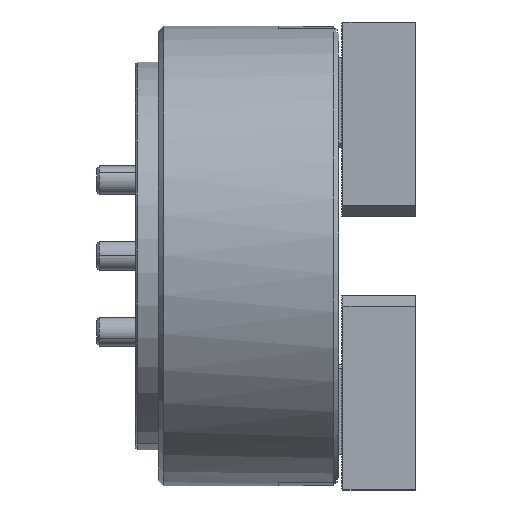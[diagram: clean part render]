
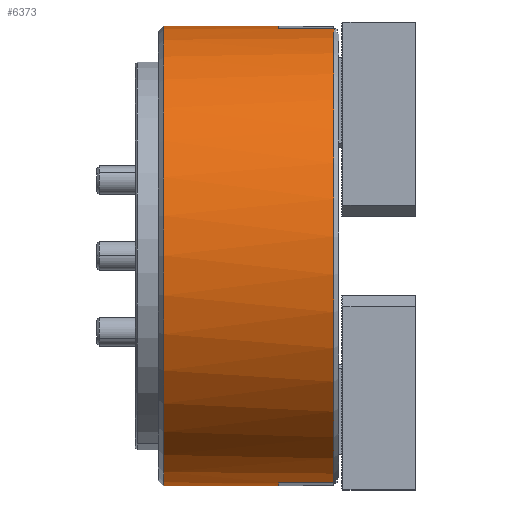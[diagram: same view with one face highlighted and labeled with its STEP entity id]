
A CAD part, top view. The second image highlights one B-rep face of the part: STEP entity #6373.
In plain terms, the highlighted cylindrical face has radius 130 mm (diameter 260 mm), a partial arc.
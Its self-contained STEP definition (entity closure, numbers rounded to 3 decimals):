
#385 = DIRECTION ( 'NONE',  ( 1., 0., 0. ) ) ;
#1068 = ORIENTED_EDGE ( 'NONE', *, *, #48646, .T. ) ;
#1911 = LINE ( 'NONE', #17180, #9335 ) ;
#2527 = CARTESIAN_POINT ( 'NONE',  ( 0., 128.293, 21. ) ) ;
#2888 = CARTESIAN_POINT ( 'NONE',  ( -3., -128.293, 21. ) ) ;
#3098 = DIRECTION ( 'NONE',  ( 1., 0., 0. ) ) ;
#3402 = VERTEX_POINT ( 'NONE', #45103 ) ;
#3732 = CARTESIAN_POINT ( 'NONE',  ( -3., 0., 0. ) ) ;
#3740 = EDGE_CURVE ( 'NONE', #37740, #7915, #19402, .T. ) ;
#4044 = DIRECTION ( 'NONE',  ( 1., 0., 0. ) ) ;
#5301 = CIRCLE ( 'NONE', #11670, 130. ) ;
#6142 = ORIENTED_EDGE ( 'NONE', *, *, #40755, .T. ) ;
#6373 = ADVANCED_FACE ( 'NONE', ( #6868 ), #22111, .T. ) ;
#6540 = DIRECTION ( 'NONE',  ( 1., 0., 0. ) ) ;
#6868 = FACE_OUTER_BOUND ( 'NONE', #16534, .T. ) ;
#7304 = DIRECTION ( 'NONE',  ( 0., 1., 0. ) ) ;
#7338 = CARTESIAN_POINT ( 'NONE',  ( -34., 130., 0. ) ) ;
#7496 = VECTOR ( 'NONE', #17795, 1000. ) ;
#7915 = VERTEX_POINT ( 'NONE', #7338 ) ;
#8133 = CARTESIAN_POINT ( 'NONE',  ( -34., 0., 0. ) ) ;
#9335 = VECTOR ( 'NONE', #32424, 1000. ) ;
#10498 = CARTESIAN_POINT ( 'NONE',  ( -34., -128.293, 21. ) ) ;
#10515 = CARTESIAN_POINT ( 'NONE',  ( -99., 130., 0. ) ) ;
#11353 = VERTEX_POINT ( 'NONE', #44056 ) ;
#11670 = AXIS2_PLACEMENT_3D ( 'NONE', #38320, #4044, #19311 ) ;
#11831 = VERTEX_POINT ( 'NONE', #2888 ) ;
#12138 = ORIENTED_EDGE ( 'NONE', *, *, #31261, .T. ) ;
#15142 = AXIS2_PLACEMENT_3D ( 'NONE', #37368, #3098, #18377 ) ;
#15578 = AXIS2_PLACEMENT_3D ( 'NONE', #3732, #19000, #34249 ) ;
#15853 = ORIENTED_EDGE ( 'NONE', *, *, #35069, .T. ) ;
#16534 = EDGE_LOOP ( 'NONE', ( #15853, #35502, #1068, #12138, #41251, #35721, #6142, #18870 ) ) ;
#16696 = CARTESIAN_POINT ( 'NONE',  ( -34., 128.293, 21. ) ) ;
#17180 = CARTESIAN_POINT ( 'NONE',  ( 0., -130., 0. ) ) ;
#17780 = VECTOR ( 'NONE', #385, 1000. ) ;
#17795 = DIRECTION ( 'NONE',  ( -1., 0., 0. ) ) ;
#18377 = DIRECTION ( 'NONE',  ( 0., 1., 0. ) ) ;
#18870 = ORIENTED_EDGE ( 'NONE', *, *, #3740, .F. ) ;
#19000 = DIRECTION ( 'NONE',  ( 1., 0., 0. ) ) ;
#19311 = DIRECTION ( 'NONE',  ( 0., 1., 0. ) ) ;
#19402 = LINE ( 'NONE', #34647, #17780 ) ;
#21339 = AXIS2_PLACEMENT_3D ( 'NONE', #26317, #41552, #7304 ) ;
#21836 = EDGE_CURVE ( 'NONE', #3402, #35550, #36793, .T. ) ;
#22111 = CYLINDRICAL_SURFACE ( 'NONE', #15142, 130. ) ;
#23371 = DIRECTION ( 'NONE',  ( -1., 0., 0. ) ) ;
#25551 = LINE ( 'NONE', #40801, #49078 ) ;
#25902 = VERTEX_POINT ( 'NONE', #10498 ) ;
#26317 = CARTESIAN_POINT ( 'NONE',  ( -34., 0., 0. ) ) ;
#31261 = EDGE_CURVE ( 'NONE', #25902, #11831, #25551, .T. ) ;
#31701 = CARTESIAN_POINT ( 'NONE',  ( -99., -130., 0. ) ) ;
#32424 = DIRECTION ( 'NONE',  ( 1., 0., 0. ) ) ;
#32727 = CIRCLE ( 'NONE', #39133, 130. ) ;
#34249 = DIRECTION ( 'NONE',  ( 0., 1., 0. ) ) ;
#34647 = CARTESIAN_POINT ( 'NONE',  ( 0., 130., 0. ) ) ;
#35069 = EDGE_CURVE ( 'NONE', #37740, #39324, #5301, .T. ) ;
#35502 = ORIENTED_EDGE ( 'NONE', *, *, #35614, .T. ) ;
#35550 = VERTEX_POINT ( 'NONE', #16696 ) ;
#35614 = EDGE_CURVE ( 'NONE', #39324, #11353, #1911, .T. ) ;
#35721 = ORIENTED_EDGE ( 'NONE', *, *, #21836, .T. ) ;
#36793 = LINE ( 'NONE', #2527, #7496 ) ;
#37104 = CIRCLE ( 'NONE', #15578, 130. ) ;
#37368 = CARTESIAN_POINT ( 'NONE',  ( 0., 0., 0. ) ) ;
#37740 = VERTEX_POINT ( 'NONE', #10515 ) ;
#38320 = CARTESIAN_POINT ( 'NONE',  ( -99., 0., 0. ) ) ;
#38640 = DIRECTION ( 'NONE',  ( 0., 0., -1. ) ) ;
#39133 = AXIS2_PLACEMENT_3D ( 'NONE', #8133, #23371, #38640 ) ;
#39324 = VERTEX_POINT ( 'NONE', #31701 ) ;
#40755 = EDGE_CURVE ( 'NONE', #35550, #7915, #32727, .T. ) ;
#40801 = CARTESIAN_POINT ( 'NONE',  ( 0., -128.293, 21. ) ) ;
#41251 = ORIENTED_EDGE ( 'NONE', *, *, #44283, .F. ) ;
#41552 = DIRECTION ( 'NONE',  ( -1., 0., 0. ) ) ;
#42913 = CIRCLE ( 'NONE', #21339, 130. ) ;
#44056 = CARTESIAN_POINT ( 'NONE',  ( -34., -130., 0. ) ) ;
#44283 = EDGE_CURVE ( 'NONE', #3402, #11831, #37104, .T. ) ;
#45103 = CARTESIAN_POINT ( 'NONE',  ( -3., 128.293, 21. ) ) ;
#48646 = EDGE_CURVE ( 'NONE', #11353, #25902, #42913, .T. ) ;
#49078 = VECTOR ( 'NONE', #6540, 1000. ) ;
